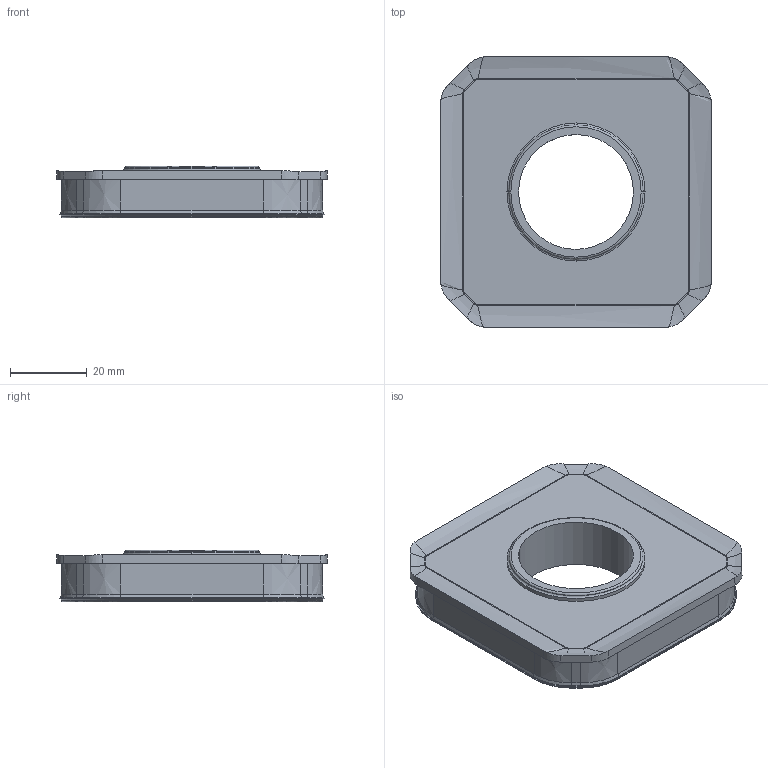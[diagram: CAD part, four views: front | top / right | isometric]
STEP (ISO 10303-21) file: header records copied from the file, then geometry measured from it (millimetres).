
FILE_DESCRIPTION(('CATIA V5 STEP Exchange','CAx-IF Rec.Pracs.--- Model Styling and Organization---1.5--- 2016-08-15','CAx-IF Rec.Pracs.---Supplemental Geometry---1.0---2011-11-01','CAx-IF Rec.Pracs.--- Composite Materials ---1.1---2010-07-15'),'2;1');
FILE_NAME('069568L Adaptateur.stp','2022-04-01T08:16:36+00:00',('none'),('none'),'CATIA Version 5-6 Release 2020 SP3','CATIA V5 STEP AP214 v2','none');
FILE_SCHEMA(('AUTOMOTIVE_DESIGN { 1 0 10303 214 1 1 1 1 }'));
Length unit declared in the file: millimetre
Products named in the file (1): 069568L
Bounding box: 70.5 x 70.5 x 13.45 mm (x, y, z)
Surface area: 12733.1 mm2 (no closed solid volume)
Topology: 0 solids, 1 shells, 176 faces, 439 edges, 269 vertices
Faces by surface type: plane 70, bspline 50, cylinder 36, cone 8, extrusion 8, torus 4
Entity records: 6558 total; most frequent: CARTESIAN_POINT 3005, ORIENTED_EDGE 878, DIRECTION 467, EDGE_CURVE 439, VERTEX_POINT 269, B_SPLINE_CURVE_WITH_KNOTS 200, VECTOR 192, LINE 184
